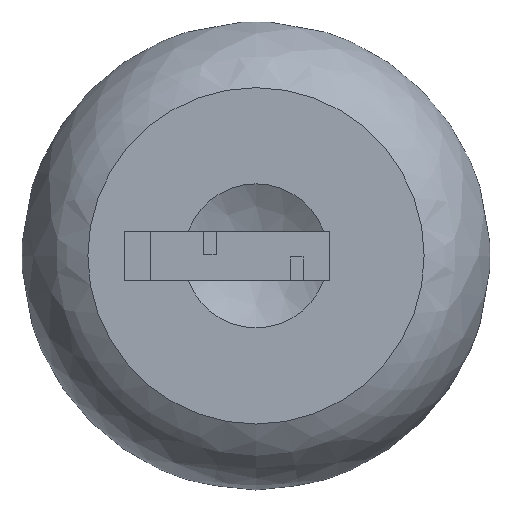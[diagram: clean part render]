
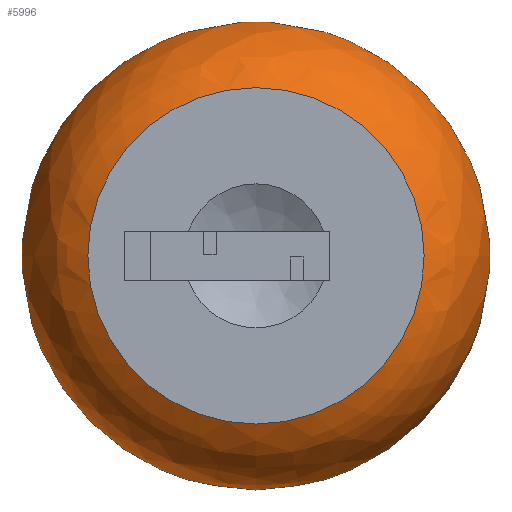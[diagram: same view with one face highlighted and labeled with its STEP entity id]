
A CAD part, left-side view. The second image highlights one B-rep face of the part: STEP entity #5996.
In plain terms, the highlighted free-form (B-spline) face has degree [2, 2] with [3, 9] control points.
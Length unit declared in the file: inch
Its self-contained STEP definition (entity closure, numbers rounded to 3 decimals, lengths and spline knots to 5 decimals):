
#104=(
BOUNDED_SURFACE()
B_SPLINE_SURFACE(2,2,((#10547,#10548,#10549,#10550,#10551,#10552,#10553,
#10554,#10555),(#10556,#10557,#10558,#10559,#10560,#10561,#10562,#10563,
#10564),(#10565,#10566,#10567,#10568,#10569,#10570,#10571,#10572,#10573)),
 .UNSPECIFIED.,.F.,.T.,.F.)
B_SPLINE_SURFACE_WITH_KNOTS((3,3),(3,2,2,2,3),(-0.2134,1.10644),
(-3.14159,-1.5708,0.,1.5708,3.14159),
 .UNSPECIFIED.)
GEOMETRIC_REPRESENTATION_ITEM()
RATIONAL_B_SPLINE_SURFACE(((1.,0.707,1.,0.707,1.,
0.707,1.,0.707,1.),(0.79,0.559,
0.79,0.559,0.79,0.559,
0.79,0.559,0.79),(1.,0.707,
1.,0.707,1.,0.707,1.,0.707,1.)))
REPRESENTATION_ITEM('')
SURFACE()
);
#455=CIRCLE('',#6346,0.30807);
#456=CIRCLE('',#6347,0.30807);
#457=CIRCLE('',#6348,0.21936);
#458=CIRCLE('',#6349,0.42421);
#782=FACE_OUTER_BOUND('',#1154,.T.);
#1154=EDGE_LOOP('',(#5460,#5461,#5462,#5463,#5464));
#2893=VERTEX_POINT('',#10542);
#2894=VERTEX_POINT('',#10543);
#2895=VERTEX_POINT('',#10574);
#3749=EDGE_CURVE('',#2893,#2894,#455,.T.);
#3750=EDGE_CURVE('',#2894,#2893,#456,.T.);
#3752=EDGE_CURVE('',#2893,#2895,#457,.T.);
#3753=EDGE_CURVE('',#2895,#2895,#458,.T.);
#5460=ORIENTED_EDGE('',*,*,#3749,.T.);
#5461=ORIENTED_EDGE('',*,*,#3750,.T.);
#5462=ORIENTED_EDGE('',*,*,#3752,.T.);
#5463=ORIENTED_EDGE('',*,*,#3753,.F.);
#5464=ORIENTED_EDGE('',*,*,#3752,.F.);
#5996=ADVANCED_FACE('',(#782),#104,.F.);
#6346=AXIS2_PLACEMENT_3D('',#10544,#7592,#7593);
#6347=AXIS2_PLACEMENT_3D('',#10545,#7594,#7595);
#6348=AXIS2_PLACEMENT_3D('',#10575,#7597,#7598);
#6349=AXIS2_PLACEMENT_3D('',#10576,#7599,#7600);
#7592=DIRECTION('center_axis',(1.,0.,0.));
#7593=DIRECTION('ref_axis',(0.,1.,0.));
#7594=DIRECTION('center_axis',(1.,0.,0.));
#7595=DIRECTION('ref_axis',(0.,1.,0.));
#7597=DIRECTION('center_axis',(0.,-1.,0.));
#7598=DIRECTION('ref_axis',(0.,0.,
-1.));
#7599=DIRECTION('center_axis',(1.,0.,0.));
#7600=DIRECTION('ref_axis',(0.,1.,0.));
#10542=CARTESIAN_POINT('',(0.00545,0.,-0.30807));
#10543=CARTESIAN_POINT('',(0.00545,-0.30807,0.));
#10544=CARTESIAN_POINT('Origin',(0.00545,0.,0.));
#10545=CARTESIAN_POINT('Origin',(0.00545,0.,0.));
#10547=CARTESIAN_POINT('Ctrl Pts',(0.24803,0.,
-0.42421));
#10548=CARTESIAN_POINT('Ctrl Pts',(0.24803,-0.42421,
-0.42421));
#10549=CARTESIAN_POINT('Ctrl Pts',(0.24803,-0.42421,
0.));
#10550=CARTESIAN_POINT('Ctrl Pts',(0.24803,-0.42421,
0.42421));
#10551=CARTESIAN_POINT('Ctrl Pts',(0.24803,0.,
0.42421));
#10552=CARTESIAN_POINT('Ctrl Pts',(0.24803,0.42421,
0.42421));
#10553=CARTESIAN_POINT('Ctrl Pts',(0.24803,0.42421,
0.));
#10554=CARTESIAN_POINT('Ctrl Pts',(0.24803,0.42421,
-0.42421));
#10555=CARTESIAN_POINT('Ctrl Pts',(0.24803,0.,
-0.42421));
#10556=CARTESIAN_POINT('Ctrl Pts',(0.08168,0.,
-0.46026));
#10557=CARTESIAN_POINT('Ctrl Pts',(0.08168,-0.46026,
-0.46026));
#10558=CARTESIAN_POINT('Ctrl Pts',(0.08168,-0.46026,
0.));
#10559=CARTESIAN_POINT('Ctrl Pts',(0.08168,-0.46026,
0.46026));
#10560=CARTESIAN_POINT('Ctrl Pts',(0.08168,0.,
0.46026));
#10561=CARTESIAN_POINT('Ctrl Pts',(0.08168,0.46026,
0.46026));
#10562=CARTESIAN_POINT('Ctrl Pts',(0.08168,0.46026,
0.));
#10563=CARTESIAN_POINT('Ctrl Pts',(0.08168,0.46026,
-0.46026));
#10564=CARTESIAN_POINT('Ctrl Pts',(0.08168,0.,
-0.46026));
#10565=CARTESIAN_POINT('Ctrl Pts',(0.00545,0.,
-0.30807));
#10566=CARTESIAN_POINT('Ctrl Pts',(0.00545,-0.30807,
-0.30807));
#10567=CARTESIAN_POINT('Ctrl Pts',(0.00545,-0.30807,
0.));
#10568=CARTESIAN_POINT('Ctrl Pts',(0.00545,-0.30807,
0.30807));
#10569=CARTESIAN_POINT('Ctrl Pts',(0.00545,0.,
0.30807));
#10570=CARTESIAN_POINT('Ctrl Pts',(0.00545,0.30807,
0.30807));
#10571=CARTESIAN_POINT('Ctrl Pts',(0.00545,0.30807,
0.));
#10572=CARTESIAN_POINT('Ctrl Pts',(0.00545,0.30807,
-0.30807));
#10573=CARTESIAN_POINT('Ctrl Pts',(0.00545,0.,
-0.30807));
#10574=CARTESIAN_POINT('',(0.24803,0.,-0.42421));
#10575=CARTESIAN_POINT('Origin',(0.20157,0.,
-0.20983));
#10576=CARTESIAN_POINT('Origin',(0.24803,0.,0.));
